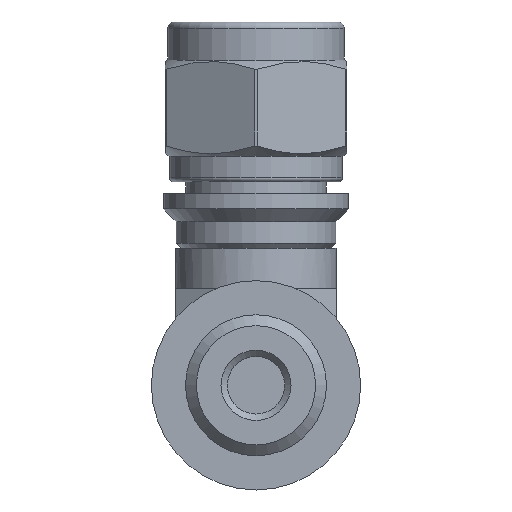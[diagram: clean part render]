
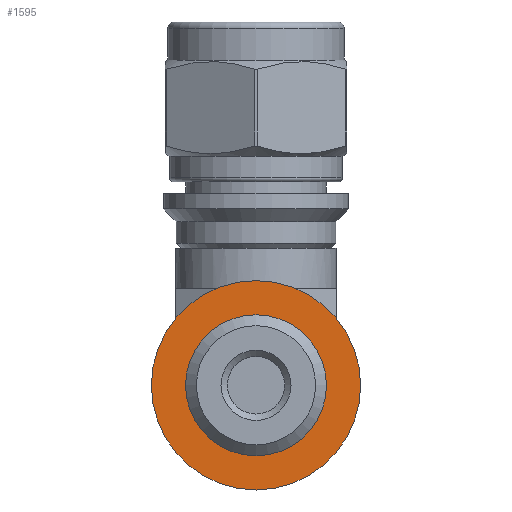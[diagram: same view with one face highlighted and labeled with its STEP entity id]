
A CAD part, front view. The second image highlights one B-rep face of the part: STEP entity #1595.
In plain terms, the highlighted planar face has unit normal (0, -1, 0).
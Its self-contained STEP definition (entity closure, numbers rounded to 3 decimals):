
#28=FACE_BOUND('',#361,.T.);
#119=CIRCLE('',#1789,8.25);
#120=CIRCLE('',#1791,4.701);
#242=FACE_OUTER_BOUND('',#360,.T.);
#360=EDGE_LOOP('',(#1281));
#361=EDGE_LOOP('',(#1282));
#731=VERTEX_POINT('',#2754);
#732=VERTEX_POINT('',#2758);
#918=EDGE_CURVE('',#731,#731,#119,.T.);
#920=EDGE_CURVE('',#732,#732,#120,.T.);
#1281=ORIENTED_EDGE('',*,*,#918,.T.);
#1282=ORIENTED_EDGE('',*,*,#920,.F.);
#1498=PLANE('',#1790);
#1595=ADVANCED_FACE('',(#242,#28),#1498,.T.);
#1789=AXIS2_PLACEMENT_3D('',#2755,#2171,#2172);
#1790=AXIS2_PLACEMENT_3D('',#2757,#2174,#2175);
#1791=AXIS2_PLACEMENT_3D('',#2759,#2176,#2177);
#2171=DIRECTION('center_axis',(0.,-1.,0.));
#2172=DIRECTION('ref_axis',(1.,0.,0.));
#2174=DIRECTION('center_axis',(0.,-1.,0.));
#2175=DIRECTION('ref_axis',(0.,0.,-1.));
#2176=DIRECTION('center_axis',(0.,-1.,0.));
#2177=DIRECTION('ref_axis',(1.,0.,0.));
#2754=CARTESIAN_POINT('',(0.,-19.016,8.25));
#2755=CARTESIAN_POINT('Origin',(0.,-19.016,0.));
#2757=CARTESIAN_POINT('Origin',(0.,-19.016,-4.701));
#2758=CARTESIAN_POINT('',(0.,-19.016,4.701));
#2759=CARTESIAN_POINT('Origin',(0.,-19.016,0.));
